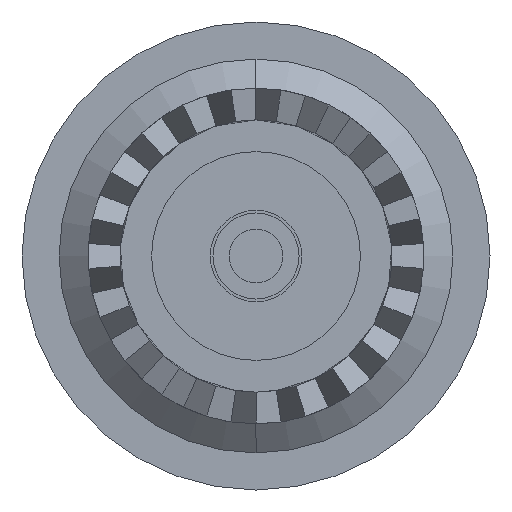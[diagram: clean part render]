
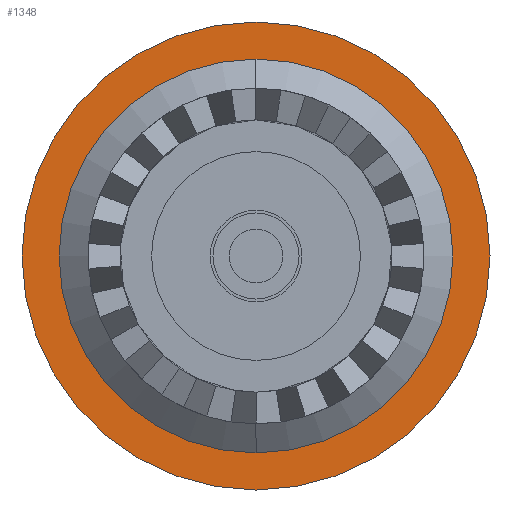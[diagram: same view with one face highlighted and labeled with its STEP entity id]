
A CAD part, left-side view. The second image highlights one B-rep face of the part: STEP entity #1348.
In plain terms, the highlighted planar face has unit normal (-1, 0, 0).
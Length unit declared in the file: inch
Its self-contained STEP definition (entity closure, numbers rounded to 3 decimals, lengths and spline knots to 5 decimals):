
#1161 = EDGE_LOOP ( 'NONE', ( #1349, #1341 ) ) ;
#1166 = ORIENTED_EDGE ( 'NONE', *, *, #7680, .F. ) ;
#1341 = ORIENTED_EDGE ( 'NONE', *, *, #6834, .T. ) ;
#1347 = EDGE_CURVE ( 'NONE', #7682, #7678, #3623, .T. ) ;
#1348 = ADVANCED_FACE ( 'NONE', ( #4582, #4568 ), #4618, .F. ) ;
#1349 = ORIENTED_EDGE ( 'NONE', *, *, #6826, .T. ) ;
#1350 = EDGE_LOOP ( 'NONE', ( #1352, #1166 ) ) ;
#1352 = ORIENTED_EDGE ( 'NONE', *, *, #1347, .F. ) ;
#2120 = DIRECTION ( 'NONE',  ( 0., 0., -1. ) ) ;
#2121 = DIRECTION ( 'NONE',  ( 1., 0., 0. ) ) ;
#2131 = CIRCLE ( 'NONE', #2251, 0.2175 ) ;
#2136 = CARTESIAN_POINT ( 'NONE',  ( -0.225, 0., 0. ) ) ;
#2138 = CARTESIAN_POINT ( 'NONE',  ( -0.225, 0., -0.2175 ) ) ;
#2251 = AXIS2_PLACEMENT_3D ( 'NONE', #2136, #2121, #2120 ) ;
#2295 = CARTESIAN_POINT ( 'NONE',  ( -0.225, 0., 0.2175 ) ) ;
#3435 = AXIS2_PLACEMENT_3D ( 'NONE', #4019, #4025, #4013 ) ;
#3623 = CIRCLE ( 'NONE', #3435, 0.2175 ) ;
#4013 = DIRECTION ( 'NONE',  ( 0., 0., -1. ) ) ;
#4019 = CARTESIAN_POINT ( 'NONE',  ( -0.225, 0., 0. ) ) ;
#4025 = DIRECTION ( 'NONE',  ( 1., 0., 0. ) ) ;
#4568 = FACE_OUTER_BOUND ( 'NONE', #1350, .T. ) ;
#4582 = FACE_BOUND ( 'NONE', #1161, .T. ) ;
#4614 = DIRECTION ( 'NONE',  ( 0., 0., -1. ) ) ;
#4615 = DIRECTION ( 'NONE',  ( 1., 0., 0. ) ) ;
#4616 = CARTESIAN_POINT ( 'NONE',  ( -0.225, 0., 0. ) ) ;
#4617 = AXIS2_PLACEMENT_3D ( 'NONE', #4616, #4615, #4614 ) ;
#4618 = PLANE ( 'NONE',  #4617 ) ;
#6228 = CARTESIAN_POINT ( 'NONE',  ( -0.225, 0., -0.156 ) ) ;
#6229 = CARTESIAN_POINT ( 'NONE',  ( -0.225, 0., 0. ) ) ;
#6239 = CIRCLE ( 'NONE', #6268, 0.156 ) ;
#6268 = AXIS2_PLACEMENT_3D ( 'NONE', #6335, #6273, #6328 ) ;
#6273 = DIRECTION ( 'NONE',  ( 1., 0., 0. ) ) ;
#6274 = DIRECTION ( 'NONE',  ( 0., 0., -1. ) ) ;
#6275 = DIRECTION ( 'NONE',  ( 1., 0., 0. ) ) ;
#6279 = AXIS2_PLACEMENT_3D ( 'NONE', #6229, #6275, #6274 ) ;
#6286 = CIRCLE ( 'NONE', #6279, 0.156 ) ;
#6328 = DIRECTION ( 'NONE',  ( 0., 0., -1. ) ) ;
#6335 = CARTESIAN_POINT ( 'NONE',  ( -0.225, 0., 0. ) ) ;
#6822 = VERTEX_POINT ( 'NONE', #6228 ) ;
#6826 = EDGE_CURVE ( 'NONE', #6822, #7055, #6286, .T. ) ;
#6834 = EDGE_CURVE ( 'NONE', #7055, #6822, #6239, .T. ) ;
#7055 = VERTEX_POINT ( 'NONE', #7138 ) ;
#7138 = CARTESIAN_POINT ( 'NONE',  ( -0.225, 0., 0.156 ) ) ;
#7678 = VERTEX_POINT ( 'NONE', #2138 ) ;
#7680 = EDGE_CURVE ( 'NONE', #7678, #7682, #2131, .T. ) ;
#7682 = VERTEX_POINT ( 'NONE', #2295 ) ;
